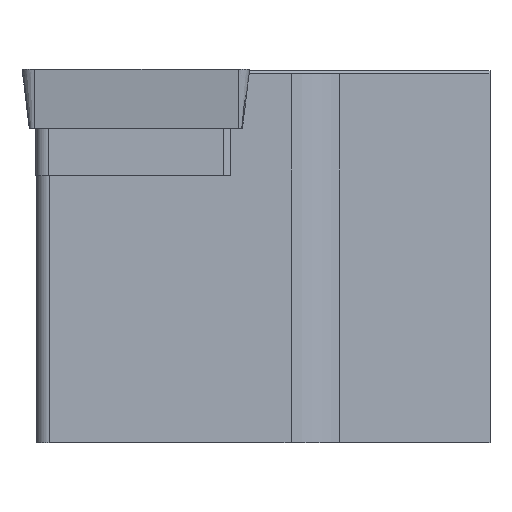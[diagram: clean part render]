
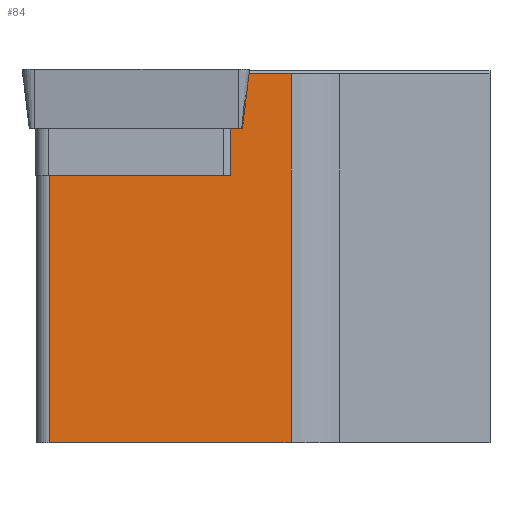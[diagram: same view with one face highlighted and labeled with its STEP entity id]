
A CAD part, left-side view. The second image highlights one B-rep face of the part: STEP entity #84.
In plain terms, the highlighted planar face has unit normal (-0.999, -0.052, 0).
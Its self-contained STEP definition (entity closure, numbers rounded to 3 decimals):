
#57=PLANE('',#634);
#84=ADVANCED_FACE('',(#119),#57,.F.);
#119=FACE_OUTER_BOUND('',#150,.T.);
#150=EDGE_LOOP('',(#250,#251,#252,#253,#254,#255,#256,#257));
#250=ORIENTED_EDGE('',*,*,#445,.F.);
#251=ORIENTED_EDGE('',*,*,#446,.T.);
#252=ORIENTED_EDGE('',*,*,#430,.T.);
#253=ORIENTED_EDGE('',*,*,#447,.F.);
#254=ORIENTED_EDGE('',*,*,#448,.F.);
#255=ORIENTED_EDGE('',*,*,#434,.F.);
#256=ORIENTED_EDGE('',*,*,#449,.F.);
#257=ORIENTED_EDGE('',*,*,#450,.F.);
#369=VERTEX_POINT('',#881);
#370=VERTEX_POINT('',#883);
#373=VERTEX_POINT('',#890);
#374=VERTEX_POINT('',#892);
#382=VERTEX_POINT('',#913);
#383=VERTEX_POINT('',#914);
#384=VERTEX_POINT('',#917);
#385=VERTEX_POINT('',#920);
#430=EDGE_CURVE('',#370,#369,#504,.T.);
#434=EDGE_CURVE('',#373,#374,#506,.T.);
#445=EDGE_CURVE('',#382,#383,#514,.T.);
#446=EDGE_CURVE('',#382,#370,#515,.T.);
#447=EDGE_CURVE('',#384,#369,#516,.T.);
#448=EDGE_CURVE('',#374,#384,#517,.T.);
#449=EDGE_CURVE('',#385,#373,#518,.T.);
#450=EDGE_CURVE('',#383,#385,#519,.T.);
#504=LINE('',#882,#567);
#506=LINE('',#891,#569);
#514=LINE('',#912,#577);
#515=LINE('',#915,#578);
#516=LINE('',#916,#579);
#517=LINE('',#918,#580);
#518=LINE('',#919,#581);
#519=LINE('',#921,#582);
#567=VECTOR('',#714,1.);
#569=VECTOR('',#722,1.);
#577=VECTOR('',#740,1.);
#578=VECTOR('',#741,1.);
#579=VECTOR('',#742,1.);
#580=VECTOR('',#743,1.);
#581=VECTOR('',#744,1.);
#582=VECTOR('',#745,1.);
#634=AXIS2_PLACEMENT_3D('',#922,#746,#747);
#714=DIRECTION('',(0.,0.,-1.));
#722=DIRECTION('',(0.052,-0.999,0.));
#740=DIRECTION('',(0.,0.,1.));
#741=DIRECTION('',(-0.052,0.999,0.));
#742=DIRECTION('',(-0.052,0.999,0.));
#743=DIRECTION('',(0.,0.,-1.));
#744=DIRECTION('',(0.007,-0.14,0.99));
#745=DIRECTION('',(0.052,-0.999,0.));
#746=DIRECTION('',(0.999,0.052,0.));
#747=DIRECTION('',(0.052,-0.999,0.));
#881=CARTESIAN_POINT('',(1.389,29.616,-25.));
#882=CARTESIAN_POINT('',(1.389,29.616,-29.9));
#883=CARTESIAN_POINT('',(1.389,29.616,-7.05));
#890=CARTESIAN_POINT('',(2.084,16.361,-0.2));
#891=CARTESIAN_POINT('',(1.389,29.616,-0.2));
#892=CARTESIAN_POINT('',(2.24,13.375,-0.2));
#912=CARTESIAN_POINT('',(2.028,17.419,-7.05));
#913=CARTESIAN_POINT('',(2.028,17.419,-7.05));
#914=CARTESIAN_POINT('',(2.028,17.419,-3.87));
#915=CARTESIAN_POINT('',(1.312,31.093,-7.05));
#916=CARTESIAN_POINT('',(1.389,29.616,-25.));
#917=CARTESIAN_POINT('',(2.24,13.375,-25.));
#918=CARTESIAN_POINT('',(2.24,13.375,-29.9));
#919=CARTESIAN_POINT('',(1.854,20.745,-31.16));
#920=CARTESIAN_POINT('',(2.057,16.881,-3.87));
#921=CARTESIAN_POINT('',(1.389,29.616,-3.87));
#922=CARTESIAN_POINT('',(1.389,29.616,-29.9));
